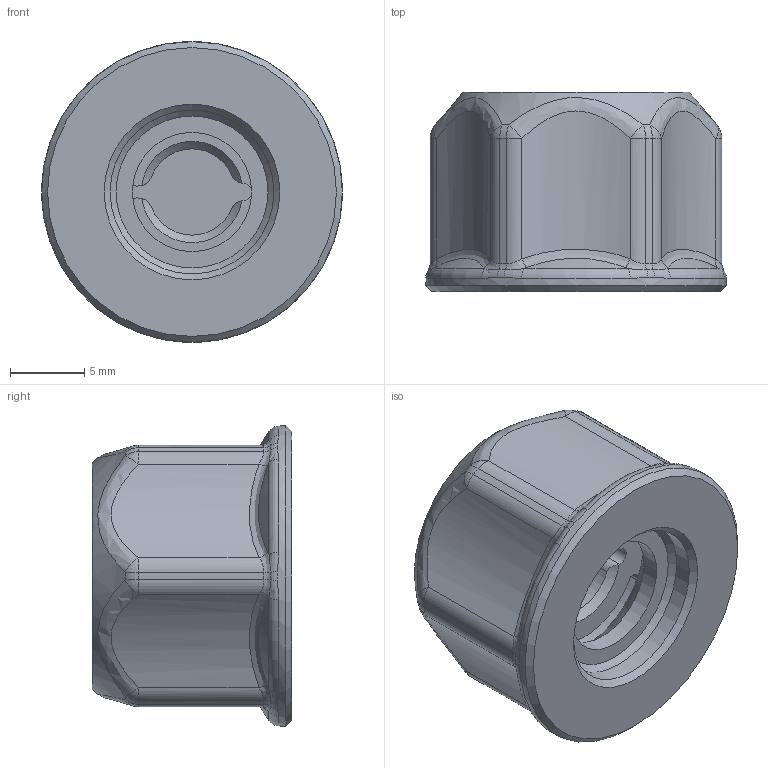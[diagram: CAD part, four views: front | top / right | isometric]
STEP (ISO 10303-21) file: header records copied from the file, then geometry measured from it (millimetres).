
FILE_DESCRIPTION(/* description */ ('','CAx-IF Rec.Pracs.---Representation and Presentation of Product Manufacturing Information (PMI)---4.0---2014-10-13'),/* implementation_level */ '2;1');
FILE_NAME(/* name */ 'Encoder Knob.step',/* time_stamp */ '2025-01-11T00:41:12+03:00',/* author */ (''),/* organization */ (''),/* preprocessor_version */ 'ST-DEVELOPER v20',/* originating_system */ 'Autodesk Translation Framework v13.20.0.188',/* authorisation */ '');
FILE_SCHEMA (('CONFIG_CONTROL_DESIGN','AP203_CONFIGURATION_CONTROLLED_3D_DESIGN_OF_MECHANICAL_PARTS_AND_ASSEMBLIES_MIM_LF { 1 0 10303 203 3 1 4 }','AUTOMOTIVE_DESIGN { 1 0 10303 214 3 1 1 }','FEATURE_BASED_PROCESS_PLANNING','TECHNICAL_DATA_PACKAGING','INTEGRATED_CNC_SCHEMA','PROCESS_PLANNING_SCHEMA','AP242_MANAGED_MODEL_BASED_3D_ENGINEERING_MIM_LF { 1 0 10303 442 1 1 4 }'));
Length unit declared in the file: millimetre
Products named in the file (1): Encoder Knob
Bounding box: 20.2 x 13.4 x 20.2 mm (x, y, z)
Volume: 2588.5 mm3; surface area: 2259.7 mm2
Topology: 1 solids, 1 shells, 144 faces, 330 edges, 192 vertices
Faces by surface type: cylinder 39, bspline 36, torus 24, plane 20, sphere 18, cone 7
Full cylindrical faces by diameter (mm): 8 x1, 11 x1, 11.4 x1, 20.2 x1
Entity records: 6835 total; most frequent: CARTESIAN_POINT 3687, ORIENTED_EDGE 660, DIRECTION 657, EDGE_CURVE 330, AXIS2_PLACEMENT_3D 288, VERTEX_POINT 192, CIRCLE 173, EDGE_LOOP 148
